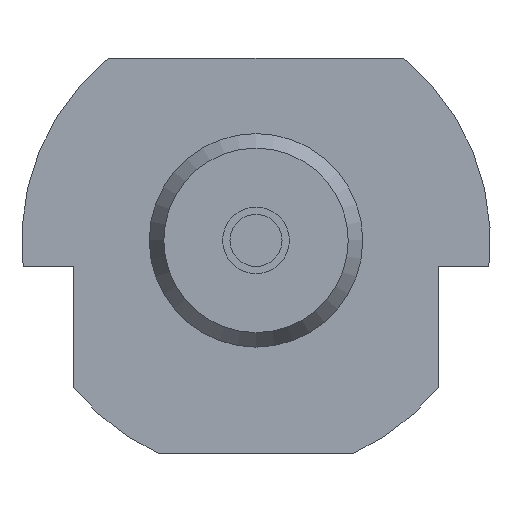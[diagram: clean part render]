
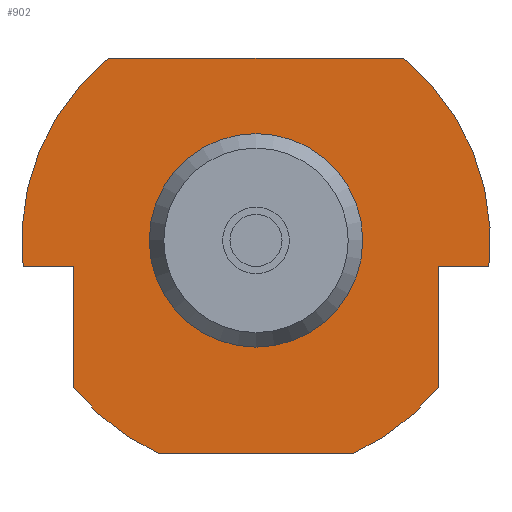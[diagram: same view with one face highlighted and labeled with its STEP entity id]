
A CAD part, left-side view. The second image highlights one B-rep face of the part: STEP entity #902.
In plain terms, the highlighted planar face has unit normal (-1, 0, 0).
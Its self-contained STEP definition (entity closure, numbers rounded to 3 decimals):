
#41=FACE_BOUND('',#254,.T.);
#68=LINE('',#1463,#112);
#72=LINE('',#1472,#116);
#73=LINE('',#1476,#117);
#74=LINE('',#1478,#118);
#75=LINE('',#1483,#119);
#76=LINE('',#1485,#120);
#112=VECTOR('',#1129,5.657);
#116=VECTOR('',#1135,3.709);
#117=VECTOR('',#1138,2.328);
#118=VECTOR('',#1139,0.972);
#119=VECTOR('',#1144,0.972);
#120=VECTOR('',#1145,2.328);
#157=PLANE('',#983);
#189=FACE_OUTER_BOUND('',#253,.T.);
#253=EDGE_LOOP('',(#645,#646,#647,#648,#649,#650,#651,#652,#653,#654));
#254=EDGE_LOOP('',(#655));
#365=CIRCLE('',#984,4.5);
#366=CIRCLE('',#985,4.5);
#367=CIRCLE('',#986,4.5);
#368=CIRCLE('',#987,4.5);
#369=CIRCLE('',#988,2.05);
#428=VERTEX_POINT('',#1461);
#429=VERTEX_POINT('',#1462);
#432=VERTEX_POINT('',#1470);
#433=VERTEX_POINT('',#1471);
#434=VERTEX_POINT('',#1473);
#435=VERTEX_POINT('',#1475);
#436=VERTEX_POINT('',#1477);
#437=VERTEX_POINT('',#1480);
#438=VERTEX_POINT('',#1482);
#439=VERTEX_POINT('',#1484);
#440=VERTEX_POINT('',#1487);
#518=EDGE_CURVE('',#428,#429,#68,.T.);
#522=EDGE_CURVE('',#432,#433,#72,.T.);
#523=EDGE_CURVE('',#434,#432,#365,.T.);
#524=EDGE_CURVE('',#435,#434,#73,.T.);
#525=EDGE_CURVE('',#435,#436,#74,.T.);
#526=EDGE_CURVE('',#428,#436,#366,.T.);
#527=EDGE_CURVE('',#437,#429,#367,.T.);
#528=EDGE_CURVE('',#437,#438,#75,.T.);
#529=EDGE_CURVE('',#439,#438,#76,.T.);
#530=EDGE_CURVE('',#433,#439,#368,.T.);
#531=EDGE_CURVE('',#440,#440,#369,.T.);
#645=ORIENTED_EDGE('',*,*,#522,.F.);
#646=ORIENTED_EDGE('',*,*,#523,.F.);
#647=ORIENTED_EDGE('',*,*,#524,.F.);
#648=ORIENTED_EDGE('',*,*,#525,.T.);
#649=ORIENTED_EDGE('',*,*,#526,.F.);
#650=ORIENTED_EDGE('',*,*,#518,.T.);
#651=ORIENTED_EDGE('',*,*,#527,.F.);
#652=ORIENTED_EDGE('',*,*,#528,.T.);
#653=ORIENTED_EDGE('',*,*,#529,.F.);
#654=ORIENTED_EDGE('',*,*,#530,.F.);
#655=ORIENTED_EDGE('',*,*,#531,.F.);
#902=ADVANCED_FACE('',(#189,#41),#157,.F.);
#983=AXIS2_PLACEMENT_3D('',#1469,#1133,#1134);
#984=AXIS2_PLACEMENT_3D('',#1474,#1136,#1137);
#985=AXIS2_PLACEMENT_3D('',#1479,#1140,#1141);
#986=AXIS2_PLACEMENT_3D('',#1481,#1142,#1143);
#987=AXIS2_PLACEMENT_3D('',#1486,#1146,#1147);
#988=AXIS2_PLACEMENT_3D('',#1488,#1148,#1149);
#1129=DIRECTION('',(0.,1.,0.));
#1133=DIRECTION('center_axis',(1.,0.,0.));
#1134=DIRECTION('ref_axis',(0.,1.,0.));
#1135=DIRECTION('',(0.,1.,0.));
#1136=DIRECTION('center_axis',(1.,0.,0.));
#1137=DIRECTION('ref_axis',(0.,1.,0.));
#1138=DIRECTION('',(0.,0.,-1.));
#1139=DIRECTION('',(0.,-1.,0.));
#1140=DIRECTION('center_axis',(1.,0.,0.));
#1141=DIRECTION('ref_axis',(0.,1.,0.));
#1142=DIRECTION('center_axis',(1.,0.,0.));
#1143=DIRECTION('ref_axis',(0.,1.,0.));
#1144=DIRECTION('',(0.,-1.,0.));
#1145=DIRECTION('',(0.,0.,1.));
#1146=DIRECTION('center_axis',(1.,0.,0.));
#1147=DIRECTION('ref_axis',(0.,1.,0.));
#1148=DIRECTION('center_axis',(-1.,0.,0.));
#1149=DIRECTION('ref_axis',(0.,1.,0.));
#1461=CARTESIAN_POINT('',(1.35,-2.828,4.));
#1462=CARTESIAN_POINT('',(1.35,2.828,4.));
#1463=CARTESIAN_POINT('',(1.35,-2.828,4.));
#1469=CARTESIAN_POINT('Origin',(1.35,0.,0.5));
#1470=CARTESIAN_POINT('',(1.35,-1.855,-3.6));
#1471=CARTESIAN_POINT('',(1.35,1.855,-3.6));
#1472=CARTESIAN_POINT('',(1.35,0.,-3.6));
#1473=CARTESIAN_POINT('',(1.35,-3.5,-2.328));
#1474=CARTESIAN_POINT('Origin',(1.35,0.,0.5));
#1475=CARTESIAN_POINT('',(1.35,-3.5,0.));
#1476=CARTESIAN_POINT('',(1.35,-3.5,0.5));
#1477=CARTESIAN_POINT('',(1.35,-4.472,0.));
#1478=CARTESIAN_POINT('',(1.35,-3.5,0.));
#1479=CARTESIAN_POINT('Origin',(1.35,0.,0.5));
#1480=CARTESIAN_POINT('',(1.35,4.472,0.));
#1481=CARTESIAN_POINT('Origin',(1.35,0.,0.5));
#1482=CARTESIAN_POINT('',(1.35,3.5,0.));
#1483=CARTESIAN_POINT('',(1.35,3.5,0.));
#1484=CARTESIAN_POINT('',(1.35,3.5,-2.328));
#1485=CARTESIAN_POINT('',(1.35,3.5,0.5));
#1486=CARTESIAN_POINT('Origin',(1.35,0.,0.5));
#1487=CARTESIAN_POINT('',(1.35,2.05,0.5));
#1488=CARTESIAN_POINT('Origin',(1.35,0.,0.5));
